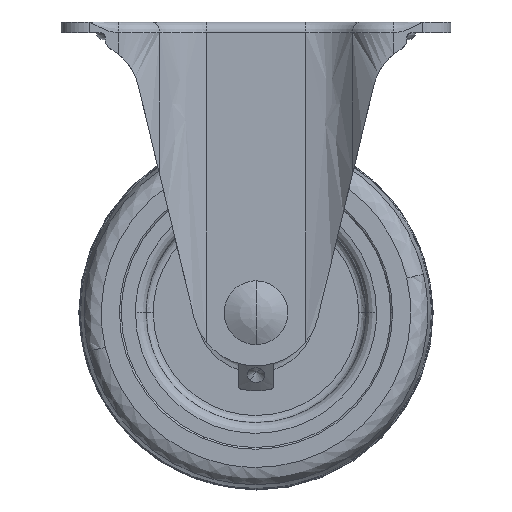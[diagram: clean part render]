
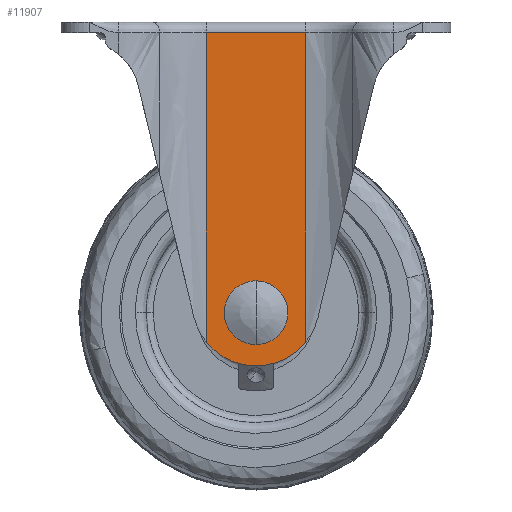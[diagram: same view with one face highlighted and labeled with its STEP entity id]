
A CAD part, front view. The second image highlights one B-rep face of the part: STEP entity #11907.
In plain terms, the highlighted free-form (B-spline) face has degree [1, 1] with [2, 2] control points.
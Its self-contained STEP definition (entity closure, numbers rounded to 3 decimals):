
#6728=CARTESIAN_POINT('',(5.989,-26.0,-0.366));
#6729=VERTEX_POINT('',#6728);
#6735=CARTESIAN_POINT('',(0.0,-26.0,6.));
#6736=VERTEX_POINT('',#6735);
#6737=CARTESIAN_POINT('',(5.989,-26.,-0.366));
#6738=CARTESIAN_POINT('',(6.,-26.,-0.183));
#6739=CARTESIAN_POINT('',(6.,-26.0,0.0));
#6740=CARTESIAN_POINT('',(6.,-26.,6.));
#6741=CARTESIAN_POINT('',(0.0,-26.0,6.));
#6749=(BOUNDED_CURVE()B_SPLINE_CURVE(2,(#6737,#6738,#6739,#6740,#6741),.UNSPECIFIED.,.F.,.U.)B_SPLINE_CURVE_WITH_KNOTS((3,2,3),(0.239,0.25,0.5),.UNSPECIFIED.)CURVE()GEOMETRIC_REPRESENTATION_ITEM()RATIONAL_B_SPLINE_CURVE((0.976,0.988,1.0,0.707,1.0))REPRESENTATION_ITEM(''));
#6750=EDGE_CURVE('',#6729,#6736,#6749,.T.);
#6752=CARTESIAN_POINT('',(-5.989,-26.0,0.366));
#6753=VERTEX_POINT('',#6752);
#6754=CARTESIAN_POINT('',(0.0,-26.0,6.));
#6755=CARTESIAN_POINT('',(-5.644,-26.,6.));
#6756=CARTESIAN_POINT('',(-5.989,-26.,0.366));
#6764=(BOUNDED_CURVE()B_SPLINE_CURVE(2,(#6754,#6755,#6756),.UNSPECIFIED.,.F.,.U.)B_SPLINE_CURVE_WITH_KNOTS((3,3),(0.5,0.739),.UNSPECIFIED.)CURVE()GEOMETRIC_REPRESENTATION_ITEM()RATIONAL_B_SPLINE_CURVE((1.0,0.72,0.976))REPRESENTATION_ITEM(''));
#6765=EDGE_CURVE('',#6736,#6753,#6764,.T.);
#6839=CARTESIAN_POINT('',(0.0,-26.0,-6.));
#6840=VERTEX_POINT('',#6839);
#6841=CARTESIAN_POINT('',(-5.989,-26.,0.366));
#6842=CARTESIAN_POINT('',(-6.,-26.,0.183));
#6843=CARTESIAN_POINT('',(-6.,-26.0,0.0));
#6844=CARTESIAN_POINT('',(-6.,-26.,-6.));
#6845=CARTESIAN_POINT('',(0.0,-26.0,-6.));
#6853=(BOUNDED_CURVE()B_SPLINE_CURVE(2,(#6841,#6842,#6843,#6844,#6845),.UNSPECIFIED.,.F.,.U.)B_SPLINE_CURVE_WITH_KNOTS((3,2,3),(0.739,0.75,1.0),.UNSPECIFIED.)CURVE()GEOMETRIC_REPRESENTATION_ITEM()RATIONAL_B_SPLINE_CURVE((0.976,0.988,1.0,0.707,1.0))REPRESENTATION_ITEM(''));
#6854=EDGE_CURVE('',#6753,#6840,#6853,.T.);
#6856=CARTESIAN_POINT('',(0.0,-26.0,-6.));
#6857=CARTESIAN_POINT('',(5.644,-26.0,-6.));
#6858=CARTESIAN_POINT('',(5.989,-26.,-0.366));
#6866=(BOUNDED_CURVE()B_SPLINE_CURVE(2,(#6856,#6857,#6858),.UNSPECIFIED.,.F.,.U.)B_SPLINE_CURVE_WITH_KNOTS((3,3),(0.0,0.239),.UNSPECIFIED.)CURVE()GEOMETRIC_REPRESENTATION_ITEM()RATIONAL_B_SPLINE_CURVE((1.0,0.72,0.976))REPRESENTATION_ITEM(''));
#6867=EDGE_CURVE('',#6840,#6729,#6866,.T.);
#10573=CARTESIAN_POINT('',(-14.,-26.0,-8.314));
#10574=VERTEX_POINT('',#10573);
#10603=CARTESIAN_POINT('',(14.0,-26.0,-8.314));
#10604=VERTEX_POINT('',#10603);
#10622=CARTESIAN_POINT('',(-14.,-26.0,-8.314));
#10623=CARTESIAN_POINT('',(-13.16,-26.,-9.354));
#10624=CARTESIAN_POINT('',(-11.486,-26.,-11.008));
#10625=CARTESIAN_POINT('',(-8.655,-26.0,-12.882));
#10626=CARTESIAN_POINT('',(-5.584,-26.,-14.233));
#10627=CARTESIAN_POINT('',(-2.304,-26.,-14.964));
#10628=CARTESIAN_POINT('',(0.755,-26.,-15.049));
#10629=CARTESIAN_POINT('',(3.623,-26.,-14.708));
#10630=CARTESIAN_POINT('',(6.086,-26.,-14.013));
#10631=CARTESIAN_POINT('',(8.678,-26.,-12.841));
#10632=CARTESIAN_POINT('',(11.33,-26.,-11.151));
#10633=CARTESIAN_POINT('',(13.108,-26.,-9.419));
#10634=CARTESIAN_POINT('',(14.0,-26.0,-8.314));
#10635=B_SPLINE_CURVE_WITH_KNOTS('',3,(#10622,#10623,#10624,#10625,#10626,#10627,#10628,#10629,#10630,#10631,#10632,#10633,#10634),.UNSPECIFIED.,.F.,.U.,(4,1,1,1,1,1,1,1,1,1,4),(0.,4.01,7.018,10.15,14.035,17.043,19.298,22.682,24.687,27.82,32.08),.UNSPECIFIED.);
#10636=EDGE_CURVE('',#10574,#10604,#10635,.T.);
#11855=CARTESIAN_POINT('',(14.0,-26.0,79.));
#11856=VERTEX_POINT('',#11855);
#11870=CARTESIAN_POINT('',(14.0,-26.0,-8.314));
#11871=CARTESIAN_POINT('',(14.0,-26.0,79.));
#11872=QUASI_UNIFORM_CURVE('',1,(#11870,#11871),.UNSPECIFIED.,.F.,.U.);
#11873=EDGE_CURVE('',#10604,#11856,#11872,.T.);
#11880=CARTESIAN_POINT('',(-15.399,-26.0,83.695));
#11881=CARTESIAN_POINT('',(-15.399,-26.0,-19.695));
#11882=CARTESIAN_POINT('',(15.399,-26.0,83.695));
#11883=CARTESIAN_POINT('',(15.399,-26.0,-19.695));
#11884=B_SPLINE_SURFACE_WITH_KNOTS('',1,1,((#11880,#11882),(#11881,#11883)),.UNSPECIFIED.,.F.,.F.,.U.,(2,2),(2,2),(0.0,103.391),(0.0,30.797),.UNSPECIFIED.);
#11885=ORIENTED_EDGE('',*,*,#11873,.T.);
#11886=CARTESIAN_POINT('',(-14.,-26.,79.));
#11887=VERTEX_POINT('',#11886);
#11888=CARTESIAN_POINT('',(14.0,-26.0,79.));
#11889=CARTESIAN_POINT('',(-14.,-26.,79.));
#11890=QUASI_UNIFORM_CURVE('',1,(#11888,#11889),.UNSPECIFIED.,.F.,.U.);
#11891=EDGE_CURVE('',#11856,#11887,#11890,.T.);
#11892=ORIENTED_EDGE('',*,*,#11891,.T.);
#11893=CARTESIAN_POINT('',(-14.,-26.0,-8.314));
#11894=CARTESIAN_POINT('',(-14.,-26.,79.));
#11895=QUASI_UNIFORM_CURVE('',1,(#11893,#11894),.UNSPECIFIED.,.F.,.U.);
#11896=EDGE_CURVE('',#10574,#11887,#11895,.T.);
#11897=ORIENTED_EDGE('',*,*,#11896,.F.);
#11898=ORIENTED_EDGE('',*,*,#10636,.T.);
#11899=EDGE_LOOP('',(#11885,#11892,#11897,#11898));
#11900=FACE_OUTER_BOUND('',#11899,.T.);
#11901=ORIENTED_EDGE('',*,*,#6765,.F.);
#11902=ORIENTED_EDGE('',*,*,#6750,.F.);
#11903=ORIENTED_EDGE('',*,*,#6867,.F.);
#11904=ORIENTED_EDGE('',*,*,#6854,.F.);
#11905=EDGE_LOOP('',(#11901,#11902,#11903,#11904));
#11906=FACE_BOUND('',#11905,.T.);
#11907=ADVANCED_FACE('',(#11900,#11906),#11884,.T.);
